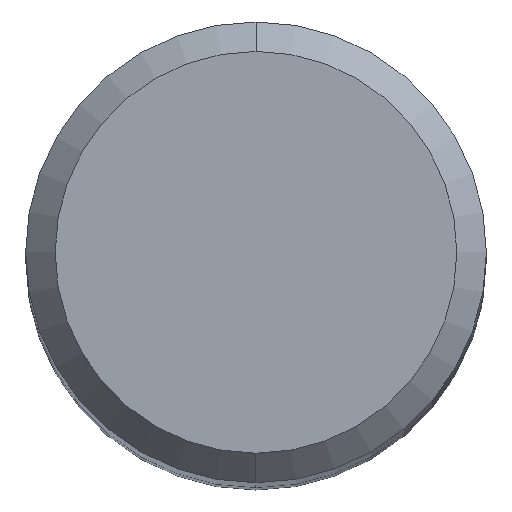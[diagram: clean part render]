
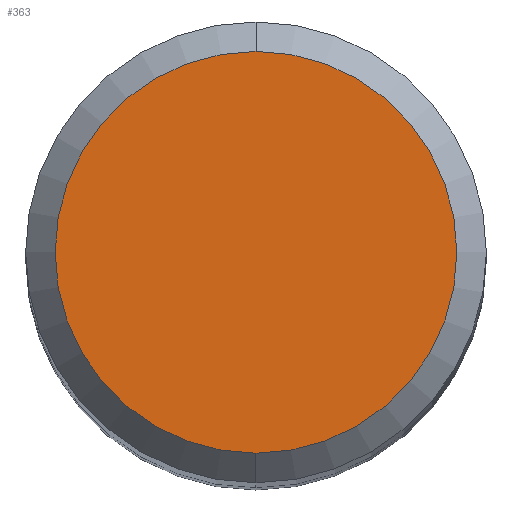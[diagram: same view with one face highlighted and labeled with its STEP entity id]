
A CAD part, top view. The second image highlights one B-rep face of the part: STEP entity #363.
In plain terms, the highlighted planar face has unit normal (0, 0, 1).
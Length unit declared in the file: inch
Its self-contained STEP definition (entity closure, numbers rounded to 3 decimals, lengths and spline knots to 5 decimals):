
#1 = FACE_OUTER_BOUND ( 'NONE', #37, .T. ) ;
#2 = DIRECTION ( 'NONE',  ( 0., -1., 0. ) ) ;
#37 = EDGE_LOOP ( 'NONE', ( #237, #272 ) ) ;
#51 = DIRECTION ( 'NONE',  ( 0., -1., 0. ) ) ;
#53 = CIRCLE ( 'NONE', #118, 0.13625 ) ;
#60 = AXIS2_PLACEMENT_3D ( 'NONE', #253, #404, #51 ) ;
#103 = DIRECTION ( 'NONE',  ( 0., 0., 1. ) ) ;
#109 = EDGE_CURVE ( 'NONE', #285, #116, #364, .T. ) ;
#116 = VERTEX_POINT ( 'NONE', #185 ) ;
#118 = AXIS2_PLACEMENT_3D ( 'NONE', #351, #103, #2 ) ;
#129 = DIRECTION ( 'NONE',  ( 0., 1., 0. ) ) ;
#179 = AXIS2_PLACEMENT_3D ( 'NONE', #191, #390, #129 ) ;
#185 = CARTESIAN_POINT ( 'NONE',  ( 0., 0.13625, 0. ) ) ;
#191 = CARTESIAN_POINT ( 'NONE',  ( 0., 0.13625, 0. ) ) ;
#237 = ORIENTED_EDGE ( 'NONE', *, *, #318, .T. ) ;
#253 = CARTESIAN_POINT ( 'NONE',  ( 0., 0., 0. ) ) ;
#259 = CARTESIAN_POINT ( 'NONE',  ( 0., -0.13625, 0. ) ) ;
#272 = ORIENTED_EDGE ( 'NONE', *, *, #109, .T. ) ;
#285 = VERTEX_POINT ( 'NONE', #259 ) ;
#318 = EDGE_CURVE ( 'NONE', #116, #285, #53, .T. ) ;
#349 = PLANE ( 'NONE',  #179 ) ;
#351 = CARTESIAN_POINT ( 'NONE',  ( 0., 0., 0. ) ) ;
#363 = ADVANCED_FACE ( 'NONE', ( #1 ), #349, .F. ) ;
#364 = CIRCLE ( 'NONE', #60, 0.13625 ) ;
#390 = DIRECTION ( 'NONE',  ( 0., 0., -1. ) ) ;
#404 = DIRECTION ( 'NONE',  ( 0., 0., 1. ) ) ;
